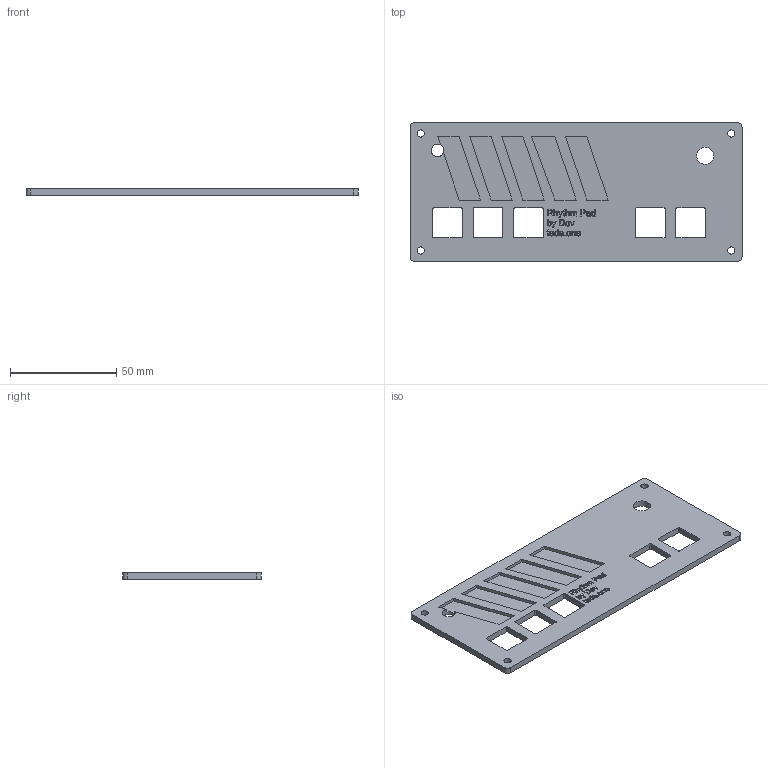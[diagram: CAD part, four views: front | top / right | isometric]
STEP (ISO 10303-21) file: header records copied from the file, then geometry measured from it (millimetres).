
FILE_DESCRIPTION(/* description */ (''),/* implementation_level */ '2;1');
FILE_NAME(/* name */ 'RhythmPad Top.step',/* time_stamp */ '2025-12-21T20:25:47Z',/* author */ (''),/* organization */ (''),/* preprocessor_version */ 'ST-DEVELOPER v20.1',/* originating_system */ 'Autodesk Translation Framework v14.21.0.0',/* authorisation */ '');
FILE_SCHEMA (('AUTOMOTIVE_DESIGN { 1 0 10303 214 3 1 1 }'));
Length unit declared in the file: millimetre
Products named in the file (1): 2025-12-21-18-18-26-752
Bounding box: 156 x 65 x 3 mm (x, y, z)
Volume: 23989.4 mm3; surface area: 21250.4 mm2
Topology: 1 solids, 1 shells, 565 faces, 1578 edges, 1052 vertices
Faces by surface type: bspline 310, plane 225, cylinder 30
Full cylindrical faces by diameter (mm): 3.4 x4, 6 x1, 8 x1
Entity records: 20991 total; most frequent: CARTESIAN_POINT 8466, ORIENTED_EDGE 3156, EDGE_CURVE 1578, DIRECTION 1532, VERTEX_POINT 1052, LINE 896, VECTOR 896, EDGE_LOOP 624
